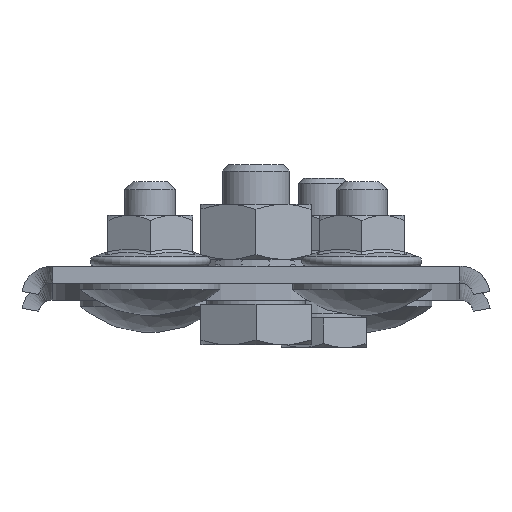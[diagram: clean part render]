
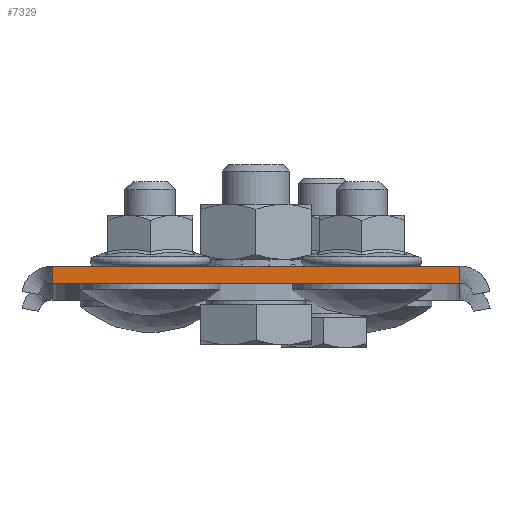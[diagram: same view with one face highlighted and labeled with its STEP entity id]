
A CAD part, left-side view. The second image highlights one B-rep face of the part: STEP entity #7329.
In plain terms, the highlighted planar face has unit normal (-1, 0, 0).
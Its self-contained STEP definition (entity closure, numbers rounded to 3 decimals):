
#417 = ORIENTED_EDGE ( 'NONE', *, *, #6919, .F. ) ;
#719 = DIRECTION ( 'NONE',  ( 0., 0., 1. ) ) ;
#829 = EDGE_CURVE ( 'NONE', #3776, #7618, #3753, .T. ) ;
#1138 = CARTESIAN_POINT ( 'NONE',  ( -75.5, -24.1, -2. ) ) ;
#1244 = VECTOR ( 'NONE', #719, 1000. ) ;
#1653 = ORIENTED_EDGE ( 'NONE', *, *, #3910, .F. ) ;
#2142 = CARTESIAN_POINT ( 'NONE',  ( -75.5, -24., -2. ) ) ;
#2244 = AXIS2_PLACEMENT_3D ( 'NONE', #2400, #6096, #9003 ) ;
#2272 = CARTESIAN_POINT ( 'NONE',  ( -75.5, 24., -2. ) ) ;
#2400 = CARTESIAN_POINT ( 'NONE',  ( -75.5, -24.1, -3.6 ) ) ;
#2516 = CARTESIAN_POINT ( 'NONE',  ( -75.5, 24., 0. ) ) ;
#2543 = VECTOR ( 'NONE', #5304, 1000. ) ;
#2576 = DIRECTION ( 'NONE',  ( 0., -1., 0. ) ) ;
#3111 = FACE_OUTER_BOUND ( 'NONE', #9395, .T. ) ;
#3753 = LINE ( 'NONE', #2142, #1244 ) ;
#3776 = VERTEX_POINT ( 'NONE', #4127 ) ;
#3850 = VECTOR ( 'NONE', #6603, 1000. ) ;
#3910 = EDGE_CURVE ( 'NONE', #7791, #5676, #4270, .T. ) ;
#4127 = CARTESIAN_POINT ( 'NONE',  ( -75.5, -24., -2. ) ) ;
#4270 = LINE ( 'NONE', #2272, #3850 ) ;
#4661 = CARTESIAN_POINT ( 'NONE',  ( -75.5, -24., 0. ) ) ;
#4751 = CARTESIAN_POINT ( 'NONE',  ( -75.5, 24., -2. ) ) ;
#4794 = ORIENTED_EDGE ( 'NONE', *, *, #5465, .T. ) ;
#5304 = DIRECTION ( 'NONE',  ( 0., -1., 0. ) ) ;
#5465 = EDGE_CURVE ( 'NONE', #7791, #3776, #9135, .T. ) ;
#5676 = VERTEX_POINT ( 'NONE', #2516 ) ;
#6070 = CARTESIAN_POINT ( 'NONE',  ( -75.5, -24.1, 0. ) ) ;
#6096 = DIRECTION ( 'NONE',  ( 1., 0., 0. ) ) ;
#6603 = DIRECTION ( 'NONE',  ( 0., 0., 1. ) ) ;
#6605 = VECTOR ( 'NONE', #2576, 1000. ) ;
#6837 = ORIENTED_EDGE ( 'NONE', *, *, #829, .T. ) ;
#6919 = EDGE_CURVE ( 'NONE', #5676, #7618, #8225, .T. ) ;
#7329 = ADVANCED_FACE ( 'NONE', ( #3111 ), #8957, .F. ) ;
#7618 = VERTEX_POINT ( 'NONE', #4661 ) ;
#7791 = VERTEX_POINT ( 'NONE', #4751 ) ;
#8225 = LINE ( 'NONE', #6070, #2543 ) ;
#8957 = PLANE ( 'NONE',  #2244 ) ;
#9003 = DIRECTION ( 'NONE',  ( 0., 0., 1. ) ) ;
#9135 = LINE ( 'NONE', #1138, #6605 ) ;
#9395 = EDGE_LOOP ( 'NONE', ( #1653, #4794, #6837, #417 ) ) ;
